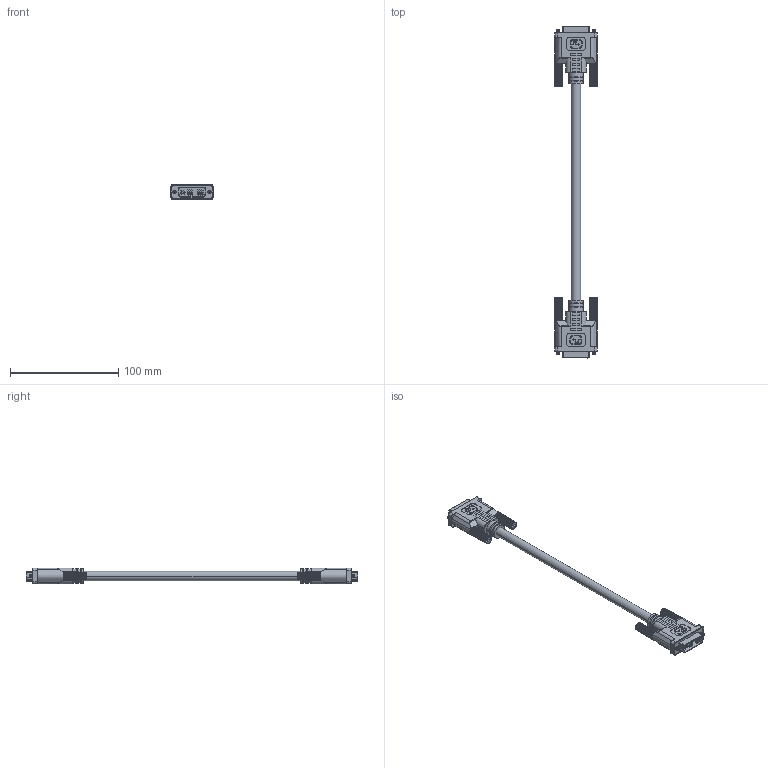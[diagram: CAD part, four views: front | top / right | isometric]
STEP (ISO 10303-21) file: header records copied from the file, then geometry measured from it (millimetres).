
FILE_DESCRIPTION((''),'2;1');
FILE_NAME('ASM0002_ASM','2020-07-30T',('Administrator'),(''),'PRO/ENGINEER BY PARAMETRIC TECHNOLOGY CORPORATION, 2009440','PRO/ENGINEER BY PARAMETRIC TECHNOLOGY CORPORATION, 2009440','');
FILE_SCHEMA(('CONFIG_CONTROL_DESIGN'));
Length unit declared in the file: millimetre
Products named in the file (5): M2-DVI-024_6_2_1_AF0; PRT0398_13_1; PRT0005; M2-DVI-024_6_2_1; ASM0002_ASM
Assembly tree (7 placements, depth 2):
  ASM0002_ASM
    M2-DVI-024_6_2_1_AF0
    PRT0398_13_1  x4
    PRT0005
    M2-DVI-024_6_2_1
Bounding box: 40.5 x 306.3 x 14.5 mm (x, y, z)
Volume: 52128.8 mm3; surface area: 26301.3 mm2
Topology: 7 solids, 7 shells, 2250 faces, 6206 edges, 4068 vertices
Faces by surface type: plane 1740, cone 272, cylinder 206, bspline 24, torus 8
Entity records: 38522 total; most frequent: CARTESIAN_POINT 9055, ORIENTED_EDGE 6268, DIRECTION 5672, EDGE_CURVE 3134, VECTOR 2528, LINE 2528, VERTEX_POINT 2028, AXIS2_PLACEMENT_3D 1572
